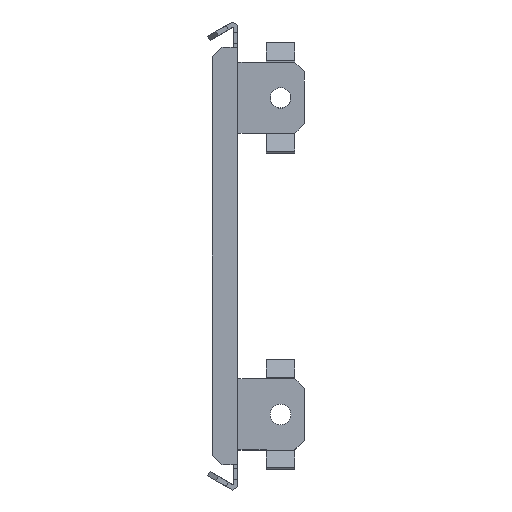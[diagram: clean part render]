
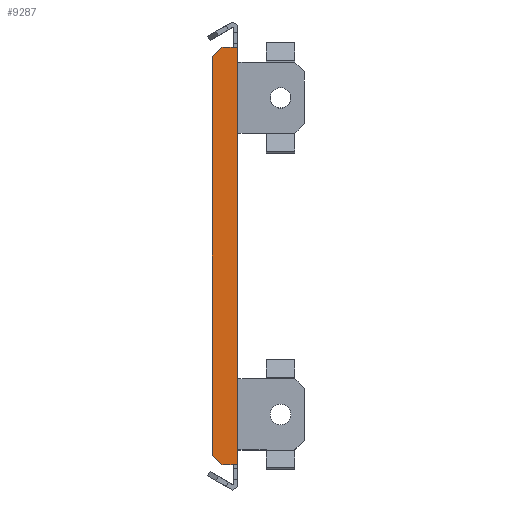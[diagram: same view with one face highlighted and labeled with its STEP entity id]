
A CAD part, front view. The second image highlights one B-rep face of the part: STEP entity #9287.
In plain terms, the highlighted planar face has unit normal (0, -1, 0).
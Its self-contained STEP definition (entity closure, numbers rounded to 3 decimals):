
#216 = VECTOR ( 'NONE', #11973, 1000. ) ;
#945 = VECTOR ( 'NONE', #3588, 1000. ) ;
#1091 = AXIS2_PLACEMENT_3D ( 'NONE', #11693, #2298, #2104 ) ;
#1373 = VECTOR ( 'NONE', #7264, 1000. ) ;
#1463 = CARTESIAN_POINT ( 'NONE',  ( 0., -153., 65.897 ) ) ;
#1499 = CARTESIAN_POINT ( 'NONE',  ( 0., -153., 65.897 ) ) ;
#1742 = ORIENTED_EDGE ( 'NONE', *, *, #4068, .T. ) ;
#2104 = DIRECTION ( 'NONE',  ( -1., 0., 0. ) ) ;
#2245 = EDGE_LOOP ( 'NONE', ( #1742, #3802, #7816, #11049, #11993, #9452, #11369, #9754 ) ) ;
#2298 = DIRECTION ( 'NONE',  ( 0., 1., 0. ) ) ;
#2331 = LINE ( 'NONE', #8180, #216 ) ;
#2656 = EDGE_CURVE ( 'NONE', #6690, #7109, #7663, .T. ) ;
#2665 = LINE ( 'NONE', #10087, #1373 ) ;
#2700 = LINE ( 'NONE', #11273, #945 ) ;
#2752 = VECTOR ( 'NONE', #8790, 1000. ) ;
#2906 = EDGE_CURVE ( 'NONE', #3983, #8551, #10003, .T. ) ;
#3411 = DIRECTION ( 'NONE',  ( 1., 0., 0. ) ) ;
#3528 = CARTESIAN_POINT ( 'NONE',  ( -2.5, -153., 65.897 ) ) ;
#3588 = DIRECTION ( 'NONE',  ( 1., 0., 0. ) ) ;
#3646 = CARTESIAN_POINT ( 'NONE',  ( 0., -153., 0. ) ) ;
#3802 = ORIENTED_EDGE ( 'NONE', *, *, #12262, .T. ) ;
#3959 = CARTESIAN_POINT ( 'NONE',  ( -5., -153., 65.897 ) ) ;
#3983 = VERTEX_POINT ( 'NONE', #3528 ) ;
#4068 = EDGE_CURVE ( 'NONE', #6949, #9624, #2700, .T. ) ;
#4513 = CARTESIAN_POINT ( 'NONE',  ( -35.448, -153., -35.448 ) ) ;
#5094 = PLANE ( 'NONE',  #1091 ) ;
#5255 = DIRECTION ( 'NONE',  ( 0.707, 0., -0.707 ) ) ;
#5315 = LINE ( 'NONE', #3646, #11865 ) ;
#5480 = EDGE_CURVE ( 'NONE', #7109, #10577, #2331, .T. ) ;
#6690 = VERTEX_POINT ( 'NONE', #3959 ) ;
#6696 = CARTESIAN_POINT ( 'NONE',  ( -5., -153., -65.897 ) ) ;
#6949 = VERTEX_POINT ( 'NONE', #6696 ) ;
#6997 = DIRECTION ( 'NONE',  ( 1., 0., 0. ) ) ;
#7049 = LINE ( 'NONE', #10795, #11620 ) ;
#7109 = VERTEX_POINT ( 'NONE', #9016 ) ;
#7264 = DIRECTION ( 'NONE',  ( -1., 0., 0. ) ) ;
#7419 = DIRECTION ( 'NONE',  ( 0., 0., 1. ) ) ;
#7663 = LINE ( 'NONE', #11472, #2752 ) ;
#7812 = CARTESIAN_POINT ( 'NONE',  ( -8., -153., -62.897 ) ) ;
#7816 = ORIENTED_EDGE ( 'NONE', *, *, #9758, .T. ) ;
#7862 = CARTESIAN_POINT ( 'NONE',  ( -2.5, -153., -65.897 ) ) ;
#7866 = EDGE_CURVE ( 'NONE', #10577, #6949, #12095, .T. ) ;
#8180 = CARTESIAN_POINT ( 'NONE',  ( -8., -153., 0. ) ) ;
#8551 = VERTEX_POINT ( 'NONE', #1463 ) ;
#8790 = DIRECTION ( 'NONE',  ( -0.707, 0., -0.707 ) ) ;
#9002 = VERTEX_POINT ( 'NONE', #11832 ) ;
#9016 = CARTESIAN_POINT ( 'NONE',  ( -8., -153., 62.897 ) ) ;
#9287 = ADVANCED_FACE ( 'NONE', ( #10701 ), #5094, .F. ) ;
#9452 = ORIENTED_EDGE ( 'NONE', *, *, #2656, .T. ) ;
#9624 = VERTEX_POINT ( 'NONE', #7862 ) ;
#9754 = ORIENTED_EDGE ( 'NONE', *, *, #7866, .T. ) ;
#9758 = EDGE_CURVE ( 'NONE', #9002, #8551, #5315, .T. ) ;
#10003 = LINE ( 'NONE', #1499, #10511 ) ;
#10087 = CARTESIAN_POINT ( 'NONE',  ( 0., -153., 65.897 ) ) ;
#10335 = VECTOR ( 'NONE', #5255, 1000. ) ;
#10511 = VECTOR ( 'NONE', #3411, 1000. ) ;
#10577 = VERTEX_POINT ( 'NONE', #7812 ) ;
#10701 = FACE_OUTER_BOUND ( 'NONE', #2245, .T. ) ;
#10795 = CARTESIAN_POINT ( 'NONE',  ( -2.5, -153., -65.897 ) ) ;
#11049 = ORIENTED_EDGE ( 'NONE', *, *, #2906, .F. ) ;
#11273 = CARTESIAN_POINT ( 'NONE',  ( 0., -153., -65.897 ) ) ;
#11369 = ORIENTED_EDGE ( 'NONE', *, *, #5480, .T. ) ;
#11386 = EDGE_CURVE ( 'NONE', #3983, #6690, #2665, .T. ) ;
#11472 = CARTESIAN_POINT ( 'NONE',  ( -35.448, -153., 35.448 ) ) ;
#11620 = VECTOR ( 'NONE', #6997, 1000. ) ;
#11693 = CARTESIAN_POINT ( 'NONE',  ( 0., -153., 0. ) ) ;
#11832 = CARTESIAN_POINT ( 'NONE',  ( 0., -153., -65.897 ) ) ;
#11865 = VECTOR ( 'NONE', #7419, 1000. ) ;
#11973 = DIRECTION ( 'NONE',  ( 0., 0., -1. ) ) ;
#11993 = ORIENTED_EDGE ( 'NONE', *, *, #11386, .T. ) ;
#12095 = LINE ( 'NONE', #4513, #10335 ) ;
#12262 = EDGE_CURVE ( 'NONE', #9624, #9002, #7049, .T. ) ;
